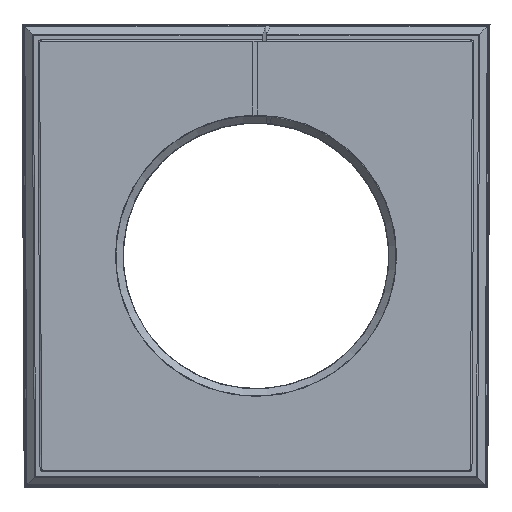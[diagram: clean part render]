
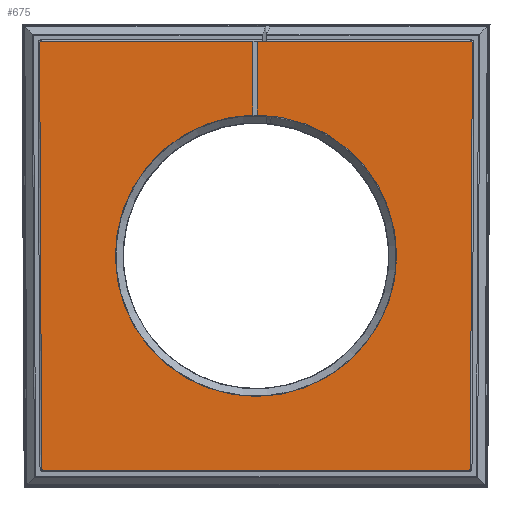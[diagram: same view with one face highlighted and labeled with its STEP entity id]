
A CAD part, top view. The second image highlights one B-rep face of the part: STEP entity #675.
In plain terms, the highlighted planar face has unit normal (0, 0, 1).
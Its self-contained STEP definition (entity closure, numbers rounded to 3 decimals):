
#230=FACE_OUTER_BOUND('',#1962,.T.);
#675=ADVANCED_FACE('',(#230),#1005,.T.);
#1005=PLANE('',#5618);
#1150=CIRCLE('',#5613,13.);
#1151=CIRCLE('',#5614,0.15);
#1152=CIRCLE('',#5615,0.15);
#1153=CIRCLE('',#5616,0.15);
#1154=CIRCLE('',#5617,0.15);
#1274=LINE('',#8091,#1586);
#1275=LINE('',#8094,#1587);
#1276=LINE('',#8098,#1588);
#1277=LINE('',#8100,#1589);
#1278=LINE('',#8104,#1590);
#1279=LINE('',#8108,#1591);
#1280=LINE('',#8112,#1592);
#1586=VECTOR('',#6151,1.);
#1587=VECTOR('',#6152,1.);
#1588=VECTOR('',#6155,1.);
#1589=VECTOR('',#6156,1.);
#1590=VECTOR('',#6159,1.);
#1591=VECTOR('',#6162,1.);
#1592=VECTOR('',#6165,1.);
#1962=EDGE_LOOP('',(#2400,#2401,#2402,#2403,#2404,#2405,#2406,#2407,#2408,
#2409,#2410,#2411));
#2400=ORIENTED_EDGE('',*,*,#4579,.T.);
#2401=ORIENTED_EDGE('',*,*,#4580,.T.);
#2402=ORIENTED_EDGE('',*,*,#4581,.T.);
#2403=ORIENTED_EDGE('',*,*,#4582,.F.);
#2404=ORIENTED_EDGE('',*,*,#4583,.T.);
#2405=ORIENTED_EDGE('',*,*,#4584,.T.);
#2406=ORIENTED_EDGE('',*,*,#4585,.T.);
#2407=ORIENTED_EDGE('',*,*,#4586,.T.);
#2408=ORIENTED_EDGE('',*,*,#4587,.F.);
#2409=ORIENTED_EDGE('',*,*,#4588,.T.);
#2410=ORIENTED_EDGE('',*,*,#4589,.F.);
#2411=ORIENTED_EDGE('',*,*,#4590,.T.);
#4056=VERTEX_POINT('',#8092);
#4057=VERTEX_POINT('',#8093);
#4058=VERTEX_POINT('',#8095);
#4059=VERTEX_POINT('',#8097);
#4060=VERTEX_POINT('',#8099);
#4061=VERTEX_POINT('',#8101);
#4062=VERTEX_POINT('',#8103);
#4063=VERTEX_POINT('',#8105);
#4064=VERTEX_POINT('',#8107);
#4065=VERTEX_POINT('',#8109);
#4066=VERTEX_POINT('',#8111);
#4067=VERTEX_POINT('',#8113);
#4579=EDGE_CURVE('',#4056,#4057,#1274,.T.);
#4580=EDGE_CURVE('',#4057,#4058,#1275,.T.);
#4581=EDGE_CURVE('',#4058,#4059,#1150,.T.);
#4582=EDGE_CURVE('',#4060,#4059,#1276,.T.);
#4583=EDGE_CURVE('',#4060,#4061,#1277,.T.);
#4584=EDGE_CURVE('',#4061,#4062,#1151,.T.);
#4585=EDGE_CURVE('',#4062,#4063,#1278,.T.);
#4586=EDGE_CURVE('',#4063,#4064,#1152,.T.);
#4587=EDGE_CURVE('',#4065,#4064,#1279,.T.);
#4588=EDGE_CURVE('',#4065,#4066,#1153,.T.);
#4589=EDGE_CURVE('',#4067,#4066,#1280,.T.);
#4590=EDGE_CURVE('',#4067,#4056,#1154,.T.);
#5613=AXIS2_PLACEMENT_3D('',#8096,#6153,#6154);
#5614=AXIS2_PLACEMENT_3D('',#8102,#6157,#6158);
#5615=AXIS2_PLACEMENT_3D('',#8106,#6160,#6161);
#5616=AXIS2_PLACEMENT_3D('',#8110,#6163,#6164);
#5617=AXIS2_PLACEMENT_3D('',#8114,#6166,#6167);
#5618=AXIS2_PLACEMENT_3D('',#8115,#6168,#6169);
#6151=DIRECTION('',(-1.,0.,0.));
#6152=DIRECTION('',(0.,-1.,0.));
#6153=DIRECTION('',(0.,0.,-1.));
#6154=DIRECTION('',(-1.,0.,0.));
#6155=DIRECTION('',(0.,-1.,0.));
#6156=DIRECTION('',(-1.,0.,0.));
#6157=DIRECTION('',(0.,0.,1.));
#6158=DIRECTION('',(1.,0.,0.));
#6159=DIRECTION('',(0.005,-1.,0.));
#6160=DIRECTION('',(0.,0.,1.));
#6161=DIRECTION('',(1.,0.,0.));
#6162=DIRECTION('',(-1.,0.,0.));
#6163=DIRECTION('',(0.,0.,1.));
#6164=DIRECTION('',(1.,0.,0.));
#6165=DIRECTION('',(-0.005,-1.,0.));
#6166=DIRECTION('',(0.,0.,1.));
#6167=DIRECTION('',(1.,0.,0.));
#6168=DIRECTION('',(0.,0.,1.));
#6169=DIRECTION('',(-1.,0.,0.));
#8091=CARTESIAN_POINT('',(25.,19.8,17.5));
#8092=CARTESIAN_POINT('',(19.842,19.8,17.5));
#8093=CARTESIAN_POINT('',(0.118,19.8,17.5));
#8094=CARTESIAN_POINT('',(0.118,30.,17.5));
#8095=CARTESIAN_POINT('',(0.118,12.999,17.5));
#8096=CARTESIAN_POINT('',(0.,0.,17.5));
#8097=CARTESIAN_POINT('',(-0.282,12.997,17.5));
#8098=CARTESIAN_POINT('',(-0.282,30.,17.5));
#8099=CARTESIAN_POINT('',(-0.282,19.8,17.5));
#8100=CARTESIAN_POINT('',(25.,19.8,17.5));
#8101=CARTESIAN_POINT('',(-19.842,19.8,17.5));
#8102=CARTESIAN_POINT('',(-19.842,19.65,17.5));
#8103=CARTESIAN_POINT('',(-19.992,19.649,17.5));
#8104=CARTESIAN_POINT('',(-20.017,25.005,17.5));
#8105=CARTESIAN_POINT('',(-19.806,-19.651,17.5));
#8106=CARTESIAN_POINT('',(-19.656,-19.65,17.5));
#8107=CARTESIAN_POINT('',(-19.656,-19.8,17.5));
#8108=CARTESIAN_POINT('',(25.,-19.8,17.5));
#8109=CARTESIAN_POINT('',(19.656,-19.8,17.5));
#8110=CARTESIAN_POINT('',(19.656,-19.65,17.5));
#8111=CARTESIAN_POINT('',(19.806,-19.651,17.5));
#8112=CARTESIAN_POINT('',(20.017,25.005,17.5));
#8113=CARTESIAN_POINT('',(19.992,19.649,17.5));
#8114=CARTESIAN_POINT('',(19.842,19.65,17.5));
#8115=CARTESIAN_POINT('',(25.,0.,17.5));
